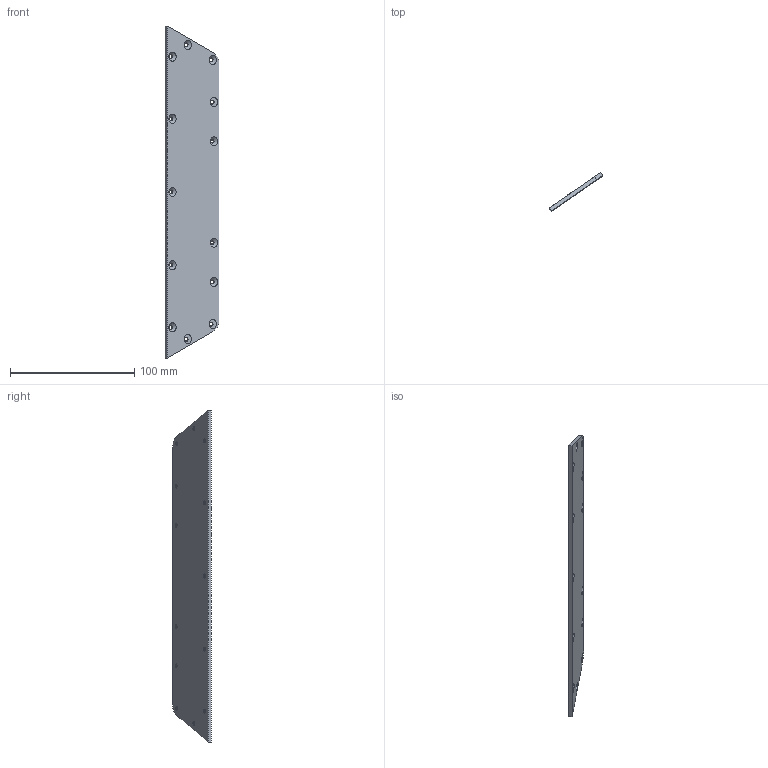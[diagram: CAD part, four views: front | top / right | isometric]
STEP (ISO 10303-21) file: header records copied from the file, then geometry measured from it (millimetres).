
FILE_DESCRIPTION(/* description */ (''),/* implementation_level */ '2;1');
FILE_NAME(/* name */ 'Odyssey Controller Casing (Lid 2).step',/* time_stamp */ '2024-08-25T02:55:04+01:00',/* author */ (''),/* organization */ (''),/* preprocessor_version */ 'ST-DEVELOPER v20',/* originating_system */ 'Autodesk Translation Framework v13.14.0.145',/* authorisation */ '');
FILE_SCHEMA (('AUTOMOTIVE_DESIGN { 1 0 10303 214 3 1 1 }'));
Length unit declared in the file: millimetre
Products named in the file (1): Avalon Series Controller Casing
Bounding box: 43.2 x 31.02 x 266.72 mm (x, y, z)
Volume: 35933.6 mm3; surface area: 26305.4 mm2
Topology: 1 solids, 1 shells, 34 faces, 83 edges, 51 vertices
Faces by surface type: cone 13, cylinder 13, plane 6, bspline 2
Full cylindrical faces by diameter (mm): 3.3 x13
Entity records: 1096 total; most frequent: DIRECTION 192, CARTESIAN_POINT 179, ORIENTED_EDGE 166, EDGE_CURVE 83, AXIS2_PLACEMENT_3D 76, EDGE_LOOP 60, VERTEX_POINT 51, LINE 40
